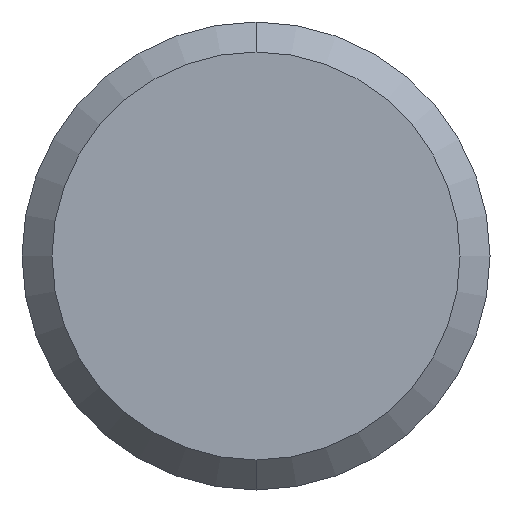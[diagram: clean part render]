
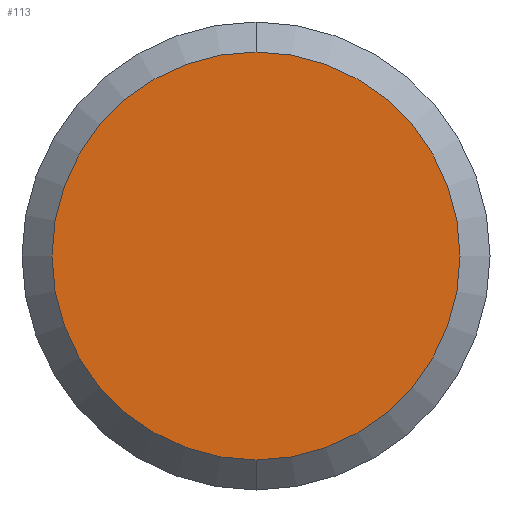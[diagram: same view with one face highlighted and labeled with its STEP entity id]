
A CAD part, front view. The second image highlights one B-rep face of the part: STEP entity #113.
In plain terms, the highlighted planar face has unit normal (0, -1, 0).
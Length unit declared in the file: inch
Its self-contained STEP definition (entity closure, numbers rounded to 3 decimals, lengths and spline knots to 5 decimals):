
#12 = ORIENTED_EDGE ( 'NONE', *, *, #136, .T. ) ;
#16 = CARTESIAN_POINT ( 'NONE',  ( 0., 0., 0. ) ) ;
#20 = DIRECTION ( 'NONE',  ( 0., -1., 0. ) ) ;
#38 = CARTESIAN_POINT ( 'NONE',  ( 0., 0., 0. ) ) ;
#45 = CARTESIAN_POINT ( 'NONE',  ( 0., 0., -0.1361 ) ) ;
#48 = VERTEX_POINT ( 'NONE', #255 ) ;
#56 = DIRECTION ( 'NONE',  ( 0., 1., 0. ) ) ;
#78 = DIRECTION ( 'NONE',  ( 0., 0., 1. ) ) ;
#81 = EDGE_CURVE ( 'NONE', #48, #261, #191, .T. ) ;
#113 = ADVANCED_FACE ( 'NONE', ( #245 ), #130, .F. ) ;
#129 = CARTESIAN_POINT ( 'NONE',  ( 0., 0., 0. ) ) ;
#130 = PLANE ( 'NONE',  #206 ) ;
#136 = EDGE_CURVE ( 'NONE', #261, #48, #265, .T. ) ;
#155 = EDGE_LOOP ( 'NONE', ( #225, #12 ) ) ;
#191 = CIRCLE ( 'NONE', #221, 0.1361 ) ;
#196 = AXIS2_PLACEMENT_3D ( 'NONE', #16, #20, #214 ) ;
#206 = AXIS2_PLACEMENT_3D ( 'NONE', #38, #56, #78 ) ;
#210 = DIRECTION ( 'NONE',  ( 0., 0., 1. ) ) ;
#214 = DIRECTION ( 'NONE',  ( 0., 0., 1. ) ) ;
#221 = AXIS2_PLACEMENT_3D ( 'NONE', #129, #231, #210 ) ;
#225 = ORIENTED_EDGE ( 'NONE', *, *, #81, .T. ) ;
#231 = DIRECTION ( 'NONE',  ( 0., -1., 0. ) ) ;
#245 = FACE_OUTER_BOUND ( 'NONE', #155, .T. ) ;
#255 = CARTESIAN_POINT ( 'NONE',  ( 0., 0., 0.1361 ) ) ;
#261 = VERTEX_POINT ( 'NONE', #45 ) ;
#265 = CIRCLE ( 'NONE', #196, 0.1361 ) ;
